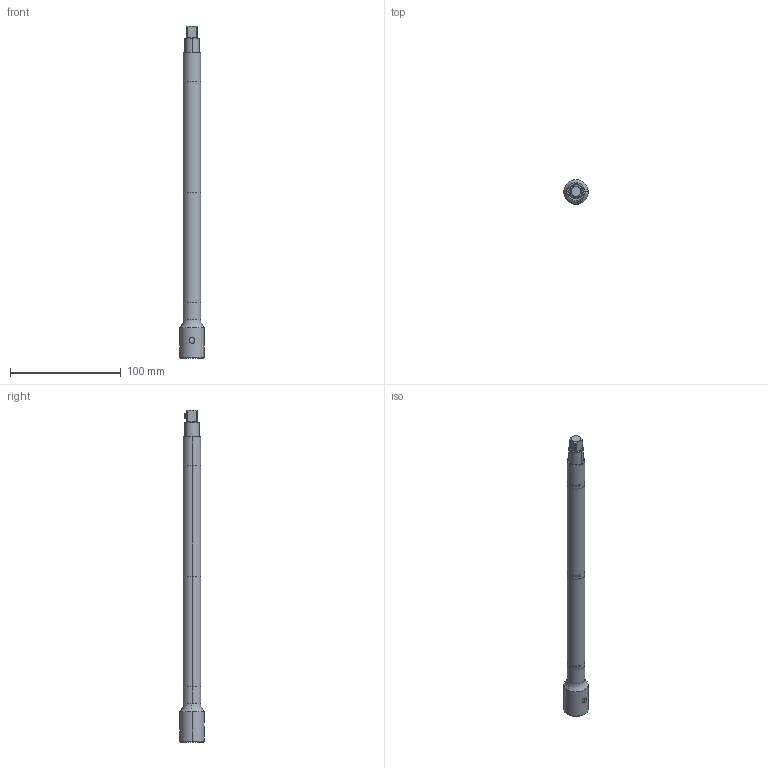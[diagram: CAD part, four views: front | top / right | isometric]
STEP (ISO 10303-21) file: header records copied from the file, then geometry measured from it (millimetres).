
FILE_DESCRIPTION((''),'2;1');
FILE_NAME('4027123479_ASM','2023-08-22T12:08:04',('A00565553'),(''),'CREO PARAMETRIC BY PTC INC, 2022414','CREO PARAMETRIC BY PTC INC, 2022414','');
FILE_SCHEMA(('CONFIG_CONTROL_DESIGN','GEOMETRIC_VALIDATION_PROPERTIES_MIM'));
Length unit declared in the file: millimetre
Products named in the file (5): 4027123499_AF0; 4027042606; 4027042605; 4027042605_AF1; 4027123479_ASM
Assembly tree (5 placements, depth 2):
  4027123479_ASM
    4027123499_AF0
    4027042606
    4027042605  x2
    4027042605_AF1
Bounding box: 22 x 22 x 300.3 mm (x, y, z)
Volume: 54848.6 mm3; surface area: 42459.5 mm2
Topology: 5 solids, 6 shells, 188 faces, 424 edges, 255 vertices
Faces by surface type: cylinder 80, torus 39, plane 35, cone 30, bspline 4
Entity records: 6374 total; most frequent: CARTESIAN_POINT 1179, DIRECTION 844, ORIENTED_EDGE 720, PRESENTATION_STYLE_ASSIGNMENT 373, AXIS2_PLACEMENT_3D 367, STYLED_ITEM 365, CURVE_STYLE 360, EDGE_CURVE 360
